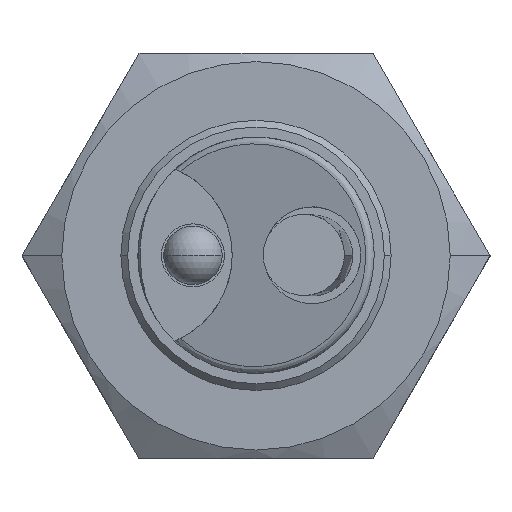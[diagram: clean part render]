
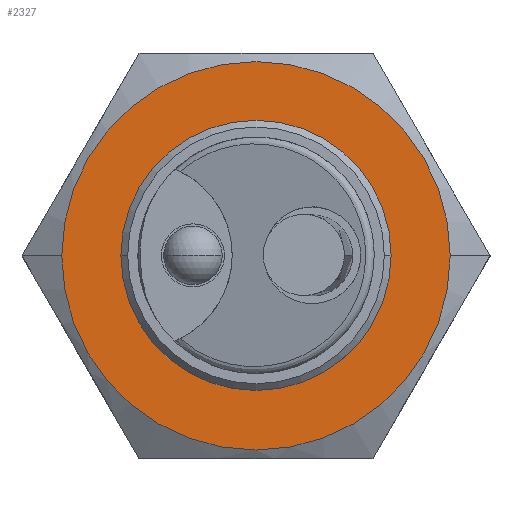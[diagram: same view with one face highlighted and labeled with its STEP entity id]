
A CAD part, top view. The second image highlights one B-rep face of the part: STEP entity #2327.
In plain terms, the highlighted planar face has unit normal (0, 0, 1).
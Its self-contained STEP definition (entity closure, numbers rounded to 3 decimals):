
#165 = CARTESIAN_POINT ( 'NONE',  ( 5.383, 0., 28.856 ) ) ;
#691 = AXIS2_PLACEMENT_3D ( 'NONE', #17506, #6044, #21063 ) ;
#1063 = DIRECTION ( 'NONE',  ( 0., 0., -1. ) ) ;
#1989 = EDGE_CURVE ( 'NONE', #18500, #8983, #13015, .T. ) ;
#1999 = FACE_OUTER_BOUND ( 'NONE', #7738, .T. ) ;
#2327 = ADVANCED_FACE ( 'NONE', ( #18292, #1999 ), #17580, .T. ) ;
#3144 = CARTESIAN_POINT ( 'NONE',  ( 0., 0., 28.856 ) ) ;
#5405 = ORIENTED_EDGE ( 'NONE', *, *, #1989, .T. ) ;
#5602 = CARTESIAN_POINT ( 'NONE',  ( 0., 0., 28.856 ) ) ;
#5619 = AXIS2_PLACEMENT_3D ( 'NONE', #16277, #1063, #14412 ) ;
#5899 = DIRECTION ( 'NONE',  ( 1., 0., 0. ) ) ;
#6044 = DIRECTION ( 'NONE',  ( 0., 0., 1. ) ) ;
#7203 = CARTESIAN_POINT ( 'NONE',  ( 8.625, 0., 28.856 ) ) ;
#7643 = ORIENTED_EDGE ( 'NONE', *, *, #17817, .T. ) ;
#7738 = EDGE_LOOP ( 'NONE', ( #18964, #9971 ) ) ;
#7846 = EDGE_CURVE ( 'NONE', #19716, #14117, #17319, .T. ) ;
#8983 = VERTEX_POINT ( 'NONE', #21091 ) ;
#9971 = ORIENTED_EDGE ( 'NONE', *, *, #10072, .F. ) ;
#10072 = EDGE_CURVE ( 'NONE', #14117, #19716, #12544, .T. ) ;
#10454 = DIRECTION ( 'NONE',  ( -1., 0., 0. ) ) ;
#11070 = AXIS2_PLACEMENT_3D ( 'NONE', #20571, #18646, #10454 ) ;
#12544 = CIRCLE ( 'NONE', #21042, 8.625 ) ;
#13015 = CIRCLE ( 'NONE', #5619, 5.383 ) ;
#14117 = VERTEX_POINT ( 'NONE', #7203 ) ;
#14412 = DIRECTION ( 'NONE',  ( 1., 0., 0. ) ) ;
#14845 = DIRECTION ( 'NONE',  ( 0., 0., -1. ) ) ;
#14862 = CIRCLE ( 'NONE', #16483, 5.383 ) ;
#15959 = DIRECTION ( 'NONE',  ( 0., 0., -1. ) ) ;
#16277 = CARTESIAN_POINT ( 'NONE',  ( 0., 0., 28.856 ) ) ;
#16349 = DIRECTION ( 'NONE',  ( -1., 0., 0. ) ) ;
#16483 = AXIS2_PLACEMENT_3D ( 'NONE', #5602, #15959, #5899 ) ;
#17319 = CIRCLE ( 'NONE', #11070, 8.625 ) ;
#17506 = CARTESIAN_POINT ( 'NONE',  ( 5.196, -9., 28.856 ) ) ;
#17580 = PLANE ( 'NONE',  #691 ) ;
#17817 = EDGE_CURVE ( 'NONE', #8983, #18500, #14862, .T. ) ;
#18292 = FACE_BOUND ( 'NONE', #20528, .T. ) ;
#18500 = VERTEX_POINT ( 'NONE', #165 ) ;
#18646 = DIRECTION ( 'NONE',  ( 0., 0., -1. ) ) ;
#18964 = ORIENTED_EDGE ( 'NONE', *, *, #7846, .F. ) ;
#19031 = CARTESIAN_POINT ( 'NONE',  ( -8.625, 0., 28.856 ) ) ;
#19716 = VERTEX_POINT ( 'NONE', #19031 ) ;
#20528 = EDGE_LOOP ( 'NONE', ( #5405, #7643 ) ) ;
#20571 = CARTESIAN_POINT ( 'NONE',  ( 0., 0., 28.856 ) ) ;
#21042 = AXIS2_PLACEMENT_3D ( 'NONE', #3144, #14845, #16349 ) ;
#21063 = DIRECTION ( 'NONE',  ( 1., 0., 0. ) ) ;
#21091 = CARTESIAN_POINT ( 'NONE',  ( -5.383, 0., 28.856 ) ) ;
